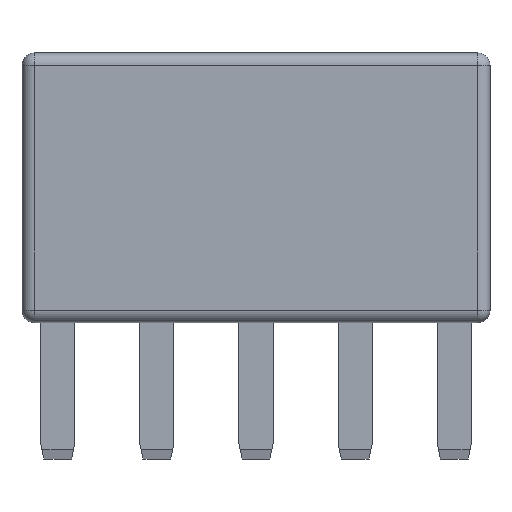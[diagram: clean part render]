
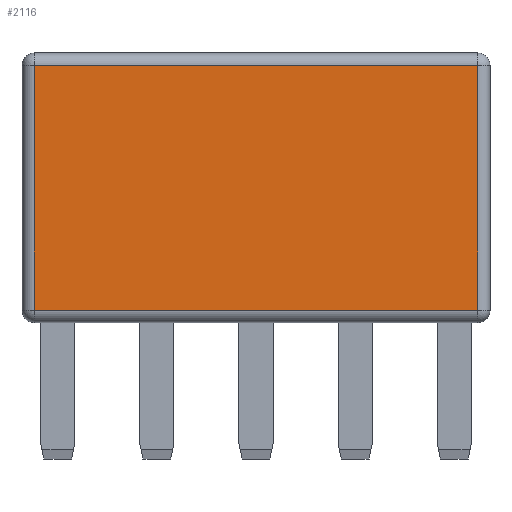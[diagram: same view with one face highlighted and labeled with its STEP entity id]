
A CAD part, top view. The second image highlights one B-rep face of the part: STEP entity #2116.
In plain terms, the highlighted planar face has unit normal (0, 0, 1).
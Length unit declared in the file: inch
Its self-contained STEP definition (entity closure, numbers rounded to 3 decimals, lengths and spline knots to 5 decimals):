
#1461=DIRECTION('',(0.,-1.,0.));
#1462=VECTOR('',#1461,0.79);
#1463=CARTESIAN_POINT('',(-0.02,1.27,0.092));
#1464=LINE('',#1463,#1462);
#1465=DIRECTION('',(-1.,0.,0.));
#1466=VECTOR('',#1465,1.43);
#1467=CARTESIAN_POINT('',(1.41,1.27,0.092));
#1468=LINE('',#1467,#1466);
#1469=DIRECTION('',(0.,1.,0.));
#1470=VECTOR('',#1469,0.79);
#1471=CARTESIAN_POINT('',(1.41,0.48,0.092));
#1472=LINE('',#1471,#1470);
#1473=DIRECTION('',(1.,0.,0.));
#1474=VECTOR('',#1473,1.43);
#1475=CARTESIAN_POINT('',(-0.02,0.48,0.092));
#1476=LINE('',#1475,#1474);
#1887=CARTESIAN_POINT('',(-0.02,1.27,0.092));
#1888=CARTESIAN_POINT('',(-0.02,0.48,0.092));
#1889=VERTEX_POINT('',#1887);
#1890=VERTEX_POINT('',#1888);
#1895=CARTESIAN_POINT('',(1.41,0.48,0.092));
#1896=VERTEX_POINT('',#1895);
#1901=CARTESIAN_POINT('',(1.41,1.27,0.092));
#1902=VERTEX_POINT('',#1901);
#2102=CARTESIAN_POINT('',(0.,0.,0.092));
#2103=DIRECTION('',(0.,0.,1.));
#2104=DIRECTION('',(1.,0.,0.));
#2105=AXIS2_PLACEMENT_3D('',#2102,#2103,#2104);
#2106=PLANE('',#2105);
#2108=ORIENTED_EDGE('',*,*,#2107,.F.);
#2110=ORIENTED_EDGE('',*,*,#2109,.F.);
#2112=ORIENTED_EDGE('',*,*,#2111,.F.);
#2113=ORIENTED_EDGE('',*,*,#2092,.F.);
#2114=EDGE_LOOP('',(#2108,#2110,#2112,#2113));
#2115=FACE_OUTER_BOUND('',#2114,.F.);
#2116=ADVANCED_FACE('',(#2115),#2106,.T.);
#2092=EDGE_CURVE('',#1890,#1896,#1476,.T.);
#2107=EDGE_CURVE('',#1889,#1890,#1464,.T.);
#2109=EDGE_CURVE('',#1902,#1889,#1468,.T.);
#2111=EDGE_CURVE('',#1896,#1902,#1472,.T.);
